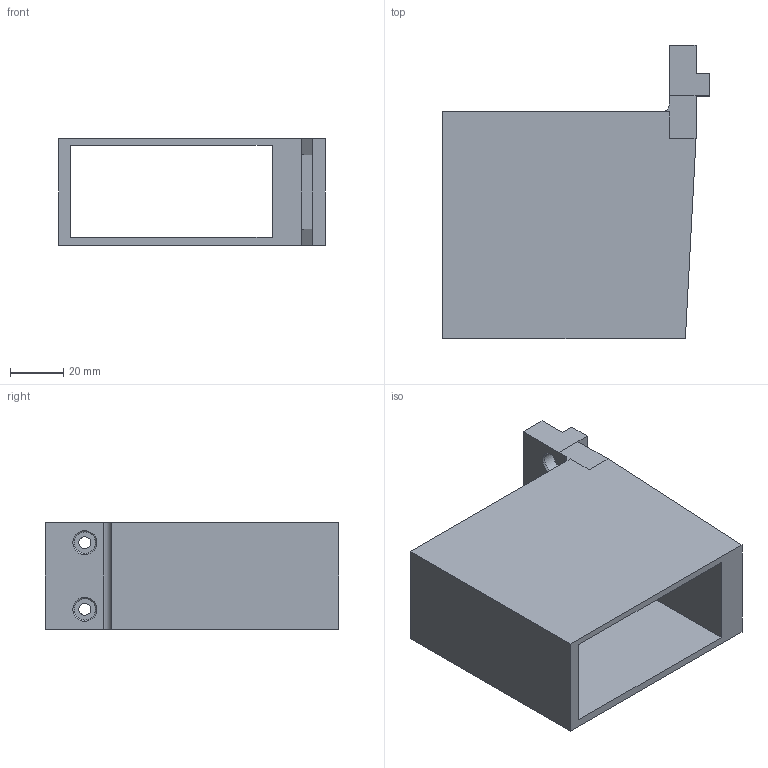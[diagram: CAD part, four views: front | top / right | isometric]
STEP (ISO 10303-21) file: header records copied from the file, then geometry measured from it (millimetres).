
FILE_DESCRIPTION(/* description */ (''),/* implementation_level */ '2;1');
FILE_NAME(/* name */ 'heater v8.step',/* time_stamp */ '2017-10-21T21:10:52-04:00',/* author */ (''),/* organization */ (''),/* preprocessor_version */ 'ST-DEVELOPER v16.13',/* originating_system */ 'Autodesk Translation Framework v6.5.0.72',/* authorisation */ '');
FILE_SCHEMA (('AUTOMOTIVE_DESIGN { 1 0 10303 214 3 1 1 }'));
Length unit declared in the file: millimetre
Products named in the file (1): heater
Bounding box: 100 x 110 x 40 mm (x, y, z)
Volume: 102296.2 mm3; surface area: 47385 mm2
Topology: 1 solids, 1 shells, 33 faces, 80 edges, 51 vertices
Faces by surface type: plane 26, cylinder 5, cone 2
Full cylindrical faces by diameter (mm): 4.5 x2, 8 x2
Entity records: 995 total; most frequent: CARTESIAN_POINT 165, ORIENTED_EDGE 160, DIRECTION 160, EDGE_CURVE 80, LINE 68, VECTOR 68, VERTEX_POINT 51, AXIS2_PLACEMENT_3D 46
